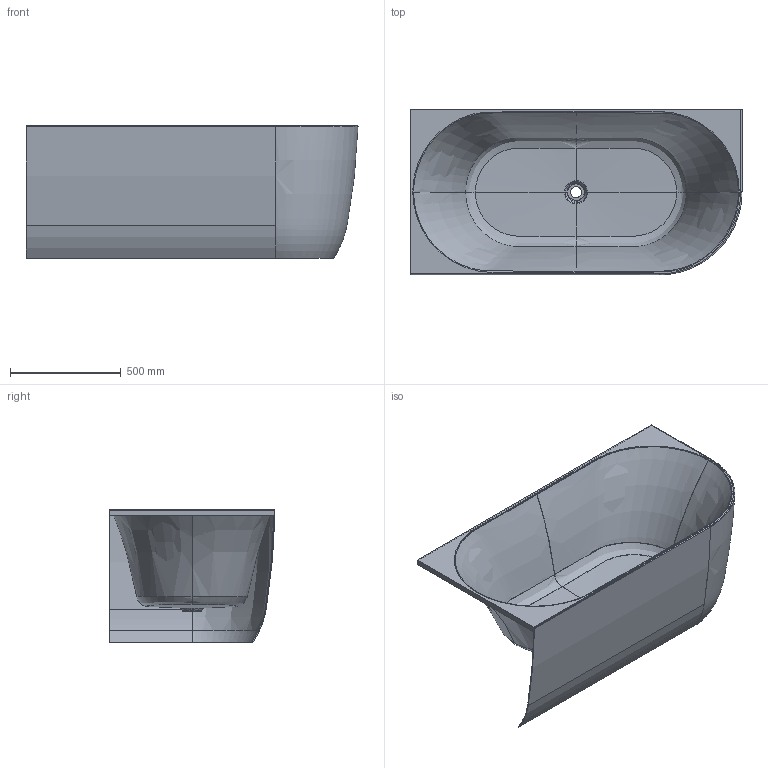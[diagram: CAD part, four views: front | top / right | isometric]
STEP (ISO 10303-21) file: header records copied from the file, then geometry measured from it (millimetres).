
FILE_DESCRIPTION(/* description */ (''),/* implementation_level */ '2;1');
FILE_NAME(/* name */ 'STEP - HY617-1500L_1722001',/* time_stamp */ '2025-07-09T10:05:58+10:00',/* author */ (''),/* organization */ (''),/* preprocessor_version */ 'ST-DEVELOPER v16.5',/* originating_system */ 'Rhino 7.37',/* authorisation */ '');
FILE_SCHEMA (('AUTOMOTIVE_DESIGN'));
Length unit declared in the file: millimetre
Products named in the file (2): Document; HY617L-1500X750X600
Assembly tree (1 placements, depth 2):
  Document
    HY617L-1500X750X600
Bounding box: 1499.82 x 749.9 x 600 mm (x, y, z)
Volume: 13426850 mm3; surface area: 6507129 mm2
Topology: 1 solids, 1 shells, 75 faces, 181 edges, 110 vertices
Faces by surface type: bspline 55, cylinder 10, plane 10
Full cylindrical faces by diameter (mm): 50 x1
Entity records: 13966 total; most frequent: CARTESIAN_POINT 12813, ORIENTED_EDGE 362, EDGE_CURVE 181, B_SPLINE_CURVE_WITH_KNOTS 124, VERTEX_POINT 110, EDGE_LOOP 79, ADVANCED_FACE 75, FACE_OUTER_BOUND 75
